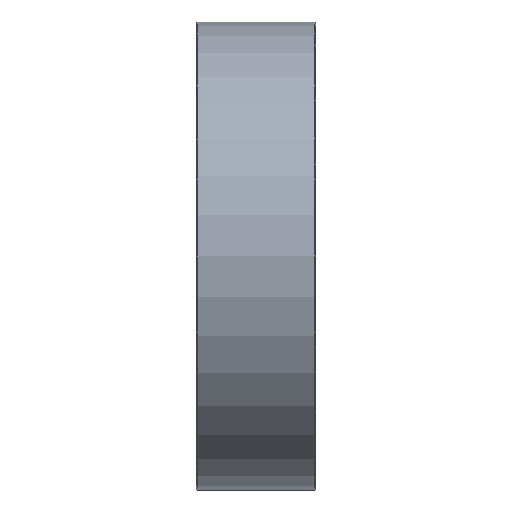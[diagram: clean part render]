
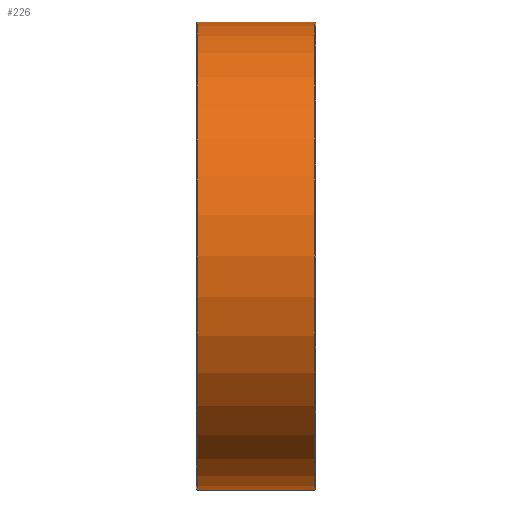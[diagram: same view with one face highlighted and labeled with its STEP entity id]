
A CAD part, front view. The second image highlights one B-rep face of the part: STEP entity #226.
In plain terms, the highlighted cylindrical face has radius 55 mm (diameter 110 mm), a partial arc.
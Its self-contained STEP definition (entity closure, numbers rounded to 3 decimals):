
#43 = AXIS2_PLACEMENT_3D ( 'NONE', #920, #519, #69 ) ;
#55 = VECTOR ( 'NONE', #887, 1000. ) ;
#69 = DIRECTION ( 'NONE',  ( 0., 0., 1. ) ) ;
#70 = VERTEX_POINT ( 'NONE', #589 ) ;
#127 = CARTESIAN_POINT ( 'NONE',  ( 27.8, 0., 55. ) ) ;
#148 = AXIS2_PLACEMENT_3D ( 'NONE', #662, #808, #674 ) ;
#226 = ADVANCED_FACE ( 'NONE', ( #289 ), #1129, .T. ) ;
#243 = DIRECTION ( 'NONE',  ( 0., 0., -1. ) ) ;
#289 = FACE_OUTER_BOUND ( 'NONE', #456, .T. ) ;
#340 = CARTESIAN_POINT ( 'NONE',  ( 0., 0., -55. ) ) ;
#356 = VECTOR ( 'NONE', #974, 1000. ) ;
#440 = CIRCLE ( 'NONE', #722, 55. ) ;
#456 = EDGE_LOOP ( 'NONE', ( #1006, #696, #1416, #1009 ) ) ;
#519 = DIRECTION ( 'NONE',  ( -1., 0., 0. ) ) ;
#589 = CARTESIAN_POINT ( 'NONE',  ( 0.2, 0., -55. ) ) ;
#631 = CIRCLE ( 'NONE', #148, 55. ) ;
#645 = CARTESIAN_POINT ( 'NONE',  ( 0., 0., 55. ) ) ;
#662 = CARTESIAN_POINT ( 'NONE',  ( 27.8, 0., 0. ) ) ;
#674 = DIRECTION ( 'NONE',  ( 0., 0., 1. ) ) ;
#696 = ORIENTED_EDGE ( 'NONE', *, *, #1533, .T. ) ;
#722 = AXIS2_PLACEMENT_3D ( 'NONE', #1548, #1103, #243 ) ;
#762 = EDGE_CURVE ( 'NONE', #1294, #765, #1365, .T. ) ;
#765 = VERTEX_POINT ( 'NONE', #1372 ) ;
#808 = DIRECTION ( 'NONE',  ( -1., 0., 0. ) ) ;
#887 = DIRECTION ( 'NONE',  ( -1., 0., 0. ) ) ;
#901 = EDGE_CURVE ( 'NONE', #765, #70, #440, .T. ) ;
#920 = CARTESIAN_POINT ( 'NONE',  ( 0., 0., 0. ) ) ;
#974 = DIRECTION ( 'NONE',  ( -1., 0., 0. ) ) ;
#997 = EDGE_CURVE ( 'NONE', #1311, #70, #1433, .T. ) ;
#1006 = ORIENTED_EDGE ( 'NONE', *, *, #997, .F. ) ;
#1009 = ORIENTED_EDGE ( 'NONE', *, *, #901, .T. ) ;
#1103 = DIRECTION ( 'NONE',  ( 1., 0., 0. ) ) ;
#1129 = CYLINDRICAL_SURFACE ( 'NONE', #43, 55. ) ;
#1294 = VERTEX_POINT ( 'NONE', #127 ) ;
#1311 = VERTEX_POINT ( 'NONE', #1464 ) ;
#1365 = LINE ( 'NONE', #645, #55 ) ;
#1372 = CARTESIAN_POINT ( 'NONE',  ( 0.2, 0., 55. ) ) ;
#1416 = ORIENTED_EDGE ( 'NONE', *, *, #762, .T. ) ;
#1433 = LINE ( 'NONE', #340, #356 ) ;
#1464 = CARTESIAN_POINT ( 'NONE',  ( 27.8, 0., -55. ) ) ;
#1533 = EDGE_CURVE ( 'NONE', #1311, #1294, #631, .T. ) ;
#1548 = CARTESIAN_POINT ( 'NONE',  ( 0.2, 0., 0. ) ) ;
